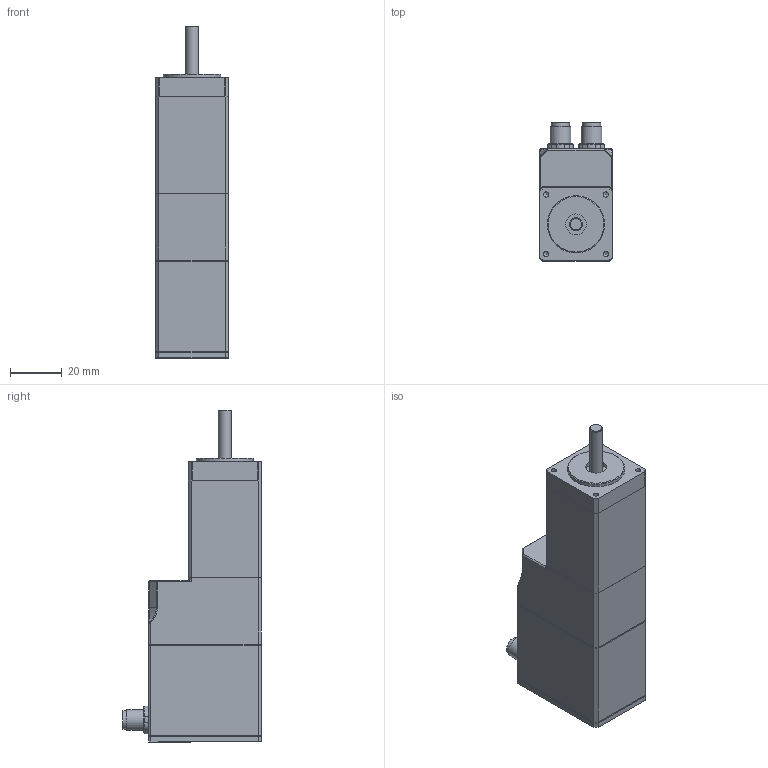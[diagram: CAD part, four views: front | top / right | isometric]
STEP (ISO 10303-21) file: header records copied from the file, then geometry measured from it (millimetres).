
FILE_DESCRIPTION(/* description */ (''),/* implementation_level */ '2;1');
FILE_NAME(/* name */ 'AS2818L1504-EB_F.stp',/* time_stamp */ '2021-04-26T09:42:50+08:00',/* author */ ('yifei.shan'),/* organization */ (''),/* preprocessor_version */ 'ST-DEVELOPER v18',/* originating_system */ 'Autodesk Inventor 2020',/* authorisation */ '');
FILE_SCHEMA (('AUTOMOTIVE_DESIGN { 1 0 10303 214 3 1 1 }'));
Products named in the file (21): AS2818L1504-EB; BKE-0.5-2.0; 连接器; NME3-14.5; NME3_SSI_W001_04_1; 底板1; DIN EN ISO 4762 - M1.6 x 2.5; 上盖; 螺钉 GB_T 818 M1.6 x 3(1); 5023801200; M8-3pol; 密封盖2; SC2818L-A; HEB-AS28-EB; MFD-AS28-EB; M2.5 screw; 螺钉 GB_T 818 M2.5 x 25(1); M2.5 screw short; 螺钉 GB_T 818 M2.5 x 25(1)_1; 螺钉 GB/T 819.1 M2 x 20(1); 螺钉 GB/T 819.1 M1.6 x 3(1)
Assembly tree (32 placements, depth 3):
  AS2818L1504-EB
    BKE-0.5-2.0
    连接器
    NME3-14.5
      NME3_SSI_W001_04_1
      底板1
      DIN EN ISO 4762 - M1.6 x 2.5  x2
      上盖
      螺钉 GB_T 818 M1.6 x 3(1)  x2
      5023801200
    M8-3pol  x2
    密封盖2
    SC2818L-A
    HEB-AS28-EB
    MFD-AS28-EB  x2
    M2.5 screw  x2
      螺钉 GB_T 818 M2.5 x 25(1)
    M2.5 screw short  x2
      螺钉 GB_T 818 M2.5 x 25(1)_1
    螺钉 GB/T 819.1 M2 x 20(1)  x4
    螺钉 GB/T 819.1 M1.6 x 3(1)  x4
Bounding box: 28 x 53.25 x 127.9 mm (x, y, z)
Volume: 80440.3 mm3; surface area: 48770.9 mm2
Topology: 88 solids, 88 shells, 4033 faces, 11026 edges, 7179 vertices
Faces by surface type: plane 3054, cylinder 619, cone 222, torus 78, bspline 40, sphere 20
Full cylindrical faces by diameter (mm): 0.2 x1, 0.35 x1, 0.4 x4, 0.5 x2, 1.221 x6, 1.373 x6, 1.567 x4, 1.6 x10, 1.74 x4, 1.8 x10, 2 x4, 2.013 x4, 2.167 x8, 2.2 x8, 2.208 x4, 2.4 x2, 2.5 x4, 2.8 x4, 3 x6, 3.8 x8, 4 x4, 5 x3, 6 x3, 7 x2, 8 x7, 9 x3, 12.956 x1, 13 x2, 17 x1, 22 x1
Entity records: 119135 total; most frequent: CARTESIAN_POINT 23600, ORIENTED_EDGE 20048, DIRECTION 18717, EDGE_CURVE 10024, LINE 8303, VECTOR 8303, VERTEX_POINT 6523, AXIS2_PLACEMENT_3D 5207
